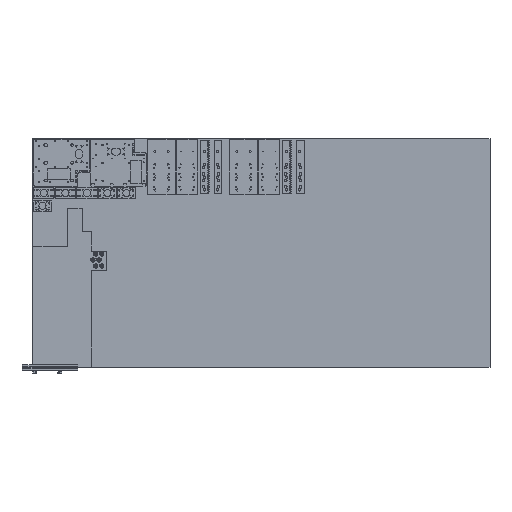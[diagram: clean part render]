
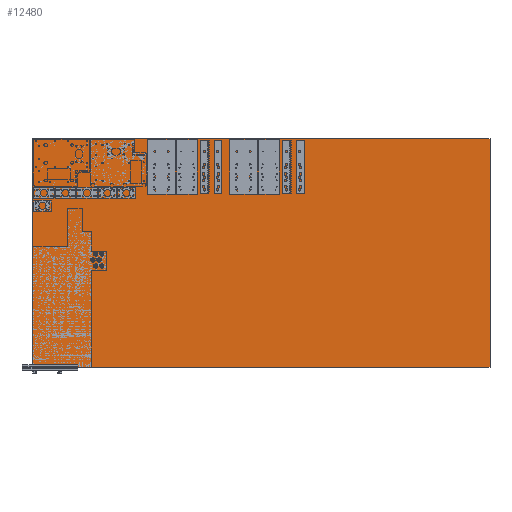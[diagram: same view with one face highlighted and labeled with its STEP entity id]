
A CAD part, top view. The second image highlights one B-rep face of the part: STEP entity #12480.
In plain terms, the highlighted planar face has unit normal (0, 0, 1).
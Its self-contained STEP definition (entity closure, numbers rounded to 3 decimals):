
#1765=FACE_OUTER_BOUND('',#2420,.T.);
#2420=EDGE_LOOP('',(#8564,#8565,#8566,#8567));
#3426=LINE('',#18305,#4476);
#3430=LINE('',#18313,#4480);
#3433=LINE('',#18319,#4483);
#3436=LINE('',#18324,#4486);
#4476=VECTOR('',#14642,10.);
#4480=VECTOR('',#14648,10.);
#4483=VECTOR('',#14653,10.);
#4486=VECTOR('',#14658,10.);
#5526=VERTEX_POINT('',#18303);
#5527=VERTEX_POINT('',#18304);
#5530=VERTEX_POINT('',#18312);
#5532=VERTEX_POINT('',#18318);
#6746=EDGE_CURVE('',#5526,#5527,#3426,.T.);
#6750=EDGE_CURVE('',#5527,#5530,#3430,.T.);
#6753=EDGE_CURVE('',#5530,#5532,#3433,.T.);
#6756=EDGE_CURVE('',#5532,#5526,#3436,.T.);
#8564=ORIENTED_EDGE('',*,*,#6756,.T.);
#8565=ORIENTED_EDGE('',*,*,#6746,.T.);
#8566=ORIENTED_EDGE('',*,*,#6750,.T.);
#8567=ORIENTED_EDGE('',*,*,#6753,.T.);
#12156=PLANE('',#13332);
#12480=ADVANCED_FACE('',(#1765),#12156,.T.);
#13332=AXIS2_PLACEMENT_3D('',#18326,#14660,#14661);
#14642=DIRECTION('',(-1.,0.,0.));
#14648=DIRECTION('',(0.,-1.,0.));
#14653=DIRECTION('',(1.,0.,0.));
#14658=DIRECTION('',(0.,1.,0.));
#14660=DIRECTION('center_axis',(0.,0.,1.));
#14661=DIRECTION('ref_axis',(1.,0.,0.));
#18303=CARTESIAN_POINT('',(2500.,1250.,0.));
#18304=CARTESIAN_POINT('',(0.,1250.,0.));
#18305=CARTESIAN_POINT('',(2500.,1250.,0.));
#18312=CARTESIAN_POINT('',(0.,0.,0.));
#18313=CARTESIAN_POINT('',(0.,1250.,0.));
#18318=CARTESIAN_POINT('',(2500.,0.,0.));
#18319=CARTESIAN_POINT('',(0.,0.,0.));
#18324=CARTESIAN_POINT('',(2500.,0.,0.));
#18326=CARTESIAN_POINT('Origin',(1250.,625.,0.));
